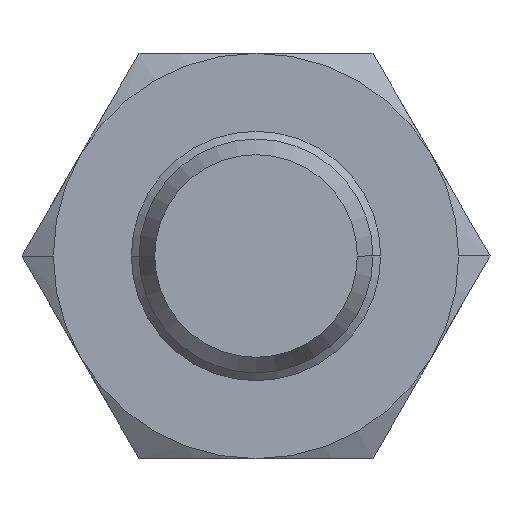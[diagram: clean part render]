
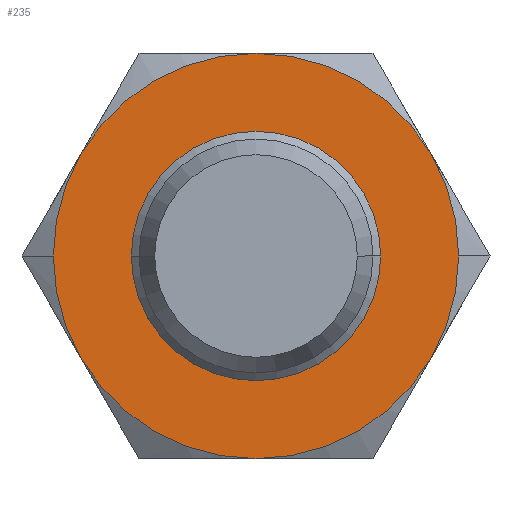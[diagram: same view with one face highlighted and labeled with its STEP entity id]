
A CAD part, front view. The second image highlights one B-rep face of the part: STEP entity #235.
In plain terms, the highlighted planar face has unit normal (0, -1, 0).
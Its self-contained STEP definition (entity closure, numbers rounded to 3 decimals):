
#235=ADVANCED_FACE('',(#407,#408),#409,.T.);
#407=FACE_OUTER_BOUND('',#618,.T.);
#408=FACE_BOUND('',#619,.T.);
#409=PLANE('',#620);
#618=EDGE_LOOP('',(#1135,#1136,#1137,#1138,#1139,#1140,#1141,#1142));
#619=EDGE_LOOP('',(#1143,#1144));
#620=AXIS2_PLACEMENT_3D('',#1145,#1146,#1147);
#1135=ORIENTED_EDGE('',*,*,#1540,.F.);
#1136=ORIENTED_EDGE('',*,*,#1526,.F.);
#1137=ORIENTED_EDGE('',*,*,#1529,.F.);
#1138=ORIENTED_EDGE('',*,*,#1531,.F.);
#1139=ORIENTED_EDGE('',*,*,#1524,.F.);
#1140=ORIENTED_EDGE('',*,*,#1535,.F.);
#1141=ORIENTED_EDGE('',*,*,#1538,.F.);
#1142=ORIENTED_EDGE('',*,*,#1520,.F.);
#1143=ORIENTED_EDGE('',*,*,#1560,.T.);
#1144=ORIENTED_EDGE('',*,*,#1504,.T.);
#1145=CARTESIAN_POINT('',(5.25,-12.0,0.0));
#1146=DIRECTION('',(0.0,-1.0,0.0));
#1147=DIRECTION('',(-1.0,0.0,0.0));
#1504=EDGE_CURVE('',#1766,#1763,#1767,.T.);
#1520=EDGE_CURVE('',#1793,#1796,#1797,.T.);
#1524=EDGE_CURVE('',#1802,#1800,#1804,.T.);
#1526=EDGE_CURVE('',#1806,#1808,#1809,.T.);
#1529=EDGE_CURVE('',#1812,#1806,#1814,.T.);
#1531=EDGE_CURVE('',#1800,#1812,#1816,.T.);
#1535=EDGE_CURVE('',#1820,#1802,#1822,.T.);
#1538=EDGE_CURVE('',#1796,#1820,#1826,.T.);
#1540=EDGE_CURVE('',#1808,#1793,#1828,.T.);
#1560=EDGE_CURVE('',#1763,#1766,#1856,.T.);
#1763=VERTEX_POINT('',#2259);
#1766=VERTEX_POINT('',#2263);
#1767=CIRCLE('',#2264,4.0);
#1793=VERTEX_POINT('',#2319);
#1796=VERTEX_POINT('',#2323);
#1797=CIRCLE('',#2324,6.5);
#1800=VERTEX_POINT('',#2338);
#1802=VERTEX_POINT('',#2341);
#1804=CIRCLE('',#2354,6.5);
#1806=VERTEX_POINT('',#2356);
#1808=VERTEX_POINT('',#2369);
#1809=CIRCLE('',#2370,6.5);
#1812=VERTEX_POINT('',#2384);
#1814=CIRCLE('',#2397,6.5);
#1816=CIRCLE('',#2410,6.5);
#1820=VERTEX_POINT('',#2436);
#1822=CIRCLE('',#2449,6.5);
#1826=CIRCLE('',#2475,6.5);
#1828=CIRCLE('',#2488,6.5);
#1856=CIRCLE('',#2626,4.0);
#2259=CARTESIAN_POINT('',(4.0,-12.0,0.0));
#2263=CARTESIAN_POINT('',(-4.0,-12.0,0.));
#2264=AXIS2_PLACEMENT_3D('',#3189,#3190,#3191);
#2319=CARTESIAN_POINT('',(6.5,-12.0,0.));
#2323=CARTESIAN_POINT('',(5.629,-12.0,-3.25));
#2324=AXIS2_PLACEMENT_3D('',#3215,#3216,#3217);
#2338=CARTESIAN_POINT('',(-6.5,-12.0,0.));
#2341=CARTESIAN_POINT('',(-5.629,-12.0,-3.25));
#2354=AXIS2_PLACEMENT_3D('',#3219,#3220,#3221);
#2356=CARTESIAN_POINT('',(0.,-12.0,6.5));
#2369=CARTESIAN_POINT('',(5.629,-12.0,3.25));
#2370=AXIS2_PLACEMENT_3D('',#3222,#3223,#3224);
#2384=CARTESIAN_POINT('',(-5.629,-12.0,3.25));
#2397=AXIS2_PLACEMENT_3D('',#3225,#3226,#3227);
#2410=AXIS2_PLACEMENT_3D('',#3228,#3229,#3230);
#2436=CARTESIAN_POINT('',(0.0,-12.0,-6.5));
#2449=AXIS2_PLACEMENT_3D('',#3231,#3232,#3233);
#2475=AXIS2_PLACEMENT_3D('',#3234,#3235,#3236);
#2488=AXIS2_PLACEMENT_3D('',#3237,#3238,#3239);
#2626=AXIS2_PLACEMENT_3D('',#3267,#3268,#3269);
#3189=CARTESIAN_POINT('',(0.0,-12.0,0.0));
#3190=DIRECTION('',(0.0,1.0,0.0));
#3191=DIRECTION('',(1.0,0.0,0.0));
#3215=CARTESIAN_POINT('',(0.0,-12.0,0.0));
#3216=DIRECTION('',(0.0,1.0,0.0));
#3217=DIRECTION('',(1.0,0.0,0.0));
#3219=CARTESIAN_POINT('',(0.0,-12.0,0.0));
#3220=DIRECTION('',(0.0,1.0,0.0));
#3221=DIRECTION('',(1.0,0.0,0.0));
#3222=CARTESIAN_POINT('',(0.0,-12.0,0.0));
#3223=DIRECTION('',(0.0,1.0,0.0));
#3224=DIRECTION('',(1.0,0.0,0.0));
#3225=CARTESIAN_POINT('',(0.0,-12.0,0.0));
#3226=DIRECTION('',(0.0,1.0,0.0));
#3227=DIRECTION('',(1.0,0.0,0.0));
#3228=CARTESIAN_POINT('',(0.0,-12.0,0.0));
#3229=DIRECTION('',(0.0,1.0,0.0));
#3230=DIRECTION('',(1.0,0.0,0.0));
#3231=CARTESIAN_POINT('',(0.0,-12.0,0.0));
#3232=DIRECTION('',(0.0,1.0,0.0));
#3233=DIRECTION('',(1.0,0.0,0.0));
#3234=CARTESIAN_POINT('',(0.0,-12.0,0.0));
#3235=DIRECTION('',(0.0,1.0,0.0));
#3236=DIRECTION('',(1.0,0.0,0.0));
#3237=CARTESIAN_POINT('',(0.0,-12.0,0.0));
#3238=DIRECTION('',(0.0,1.0,0.0));
#3239=DIRECTION('',(1.0,0.0,0.0));
#3267=CARTESIAN_POINT('',(0.0,-12.0,0.0));
#3268=DIRECTION('',(0.0,1.0,0.0));
#3269=DIRECTION('',(1.0,0.0,0.0));
